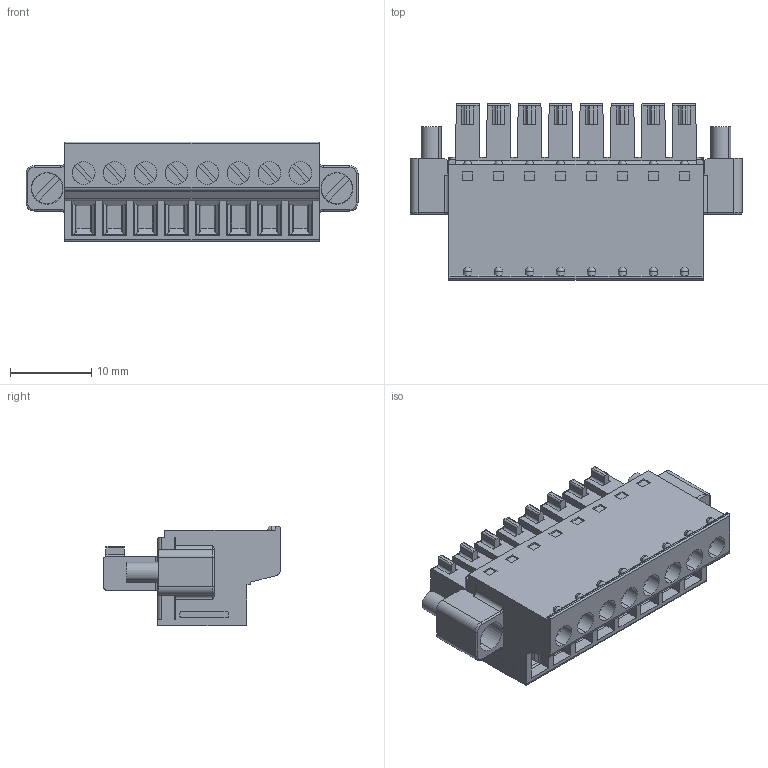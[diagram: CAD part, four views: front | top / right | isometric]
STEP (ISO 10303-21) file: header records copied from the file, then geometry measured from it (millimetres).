
FILE_DESCRIPTION((''),'2;1');
FILE_NAME('CAD-9116_SW0001','2024-06-17T11:08:13',('creinig-se'),(''),'CREO PARAMETRIC BY PTC INC, 2022284','CREO PARAMETRIC BY PTC INC, 2022284','');
FILE_SCHEMA(('CONFIG_CONTROL_DESIGN','SHAPE_APPEARANCE_LAYERS_GROUPS'));
Length unit declared in the file: millimetre
Products named in the file (1): CAD-9116_SW0001
Bounding box: 40.87 x 21.7 x 12.3 mm (x, y, z)
Volume: 5020.1 mm3; surface area: 4486.8 mm2
Topology: 1 solids, 1 shells, 779 faces, 2015 edges, 1289 vertices
Faces by surface type: plane 428, cylinder 265, cone 32, torus 24, sphere 16, bspline 14
Entity records: 34135 total; most frequent: CARTESIAN_POINT 9188, ORIENTED_EDGE 4014, DIRECTION 3762, PRESENTATION_STYLE_ASSIGNMENT 2008, STYLED_ITEM 2008, CURVE_STYLE 2007, EDGE_CURVE 2007, VERTEX_POINT 1289
